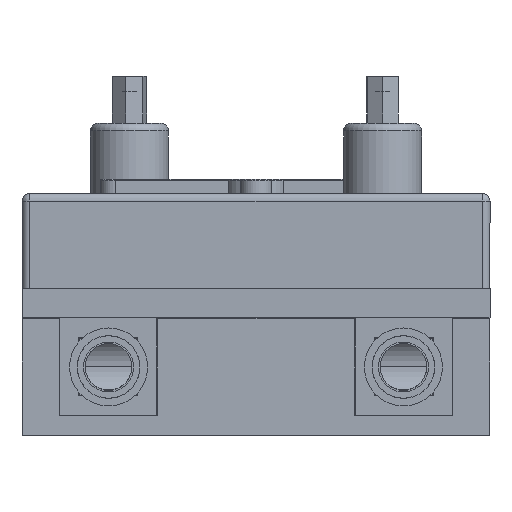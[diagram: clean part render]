
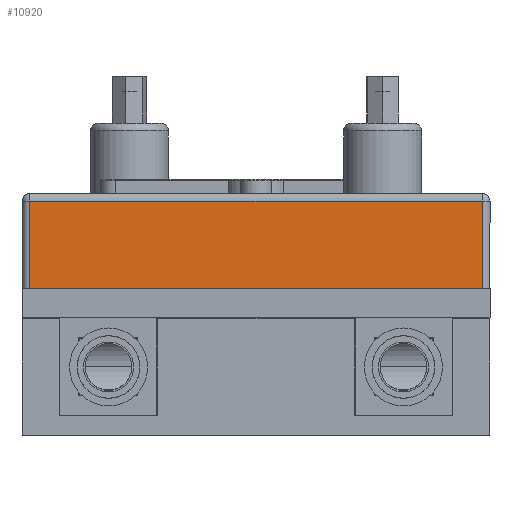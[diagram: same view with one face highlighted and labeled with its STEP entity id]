
A CAD part, left-side view. The second image highlights one B-rep face of the part: STEP entity #10920.
In plain terms, the highlighted planar face has unit normal (-1, 0, 0).
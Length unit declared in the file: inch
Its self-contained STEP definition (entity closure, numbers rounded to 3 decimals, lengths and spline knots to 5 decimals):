
#497 = PLANE ( 'NONE',  #11087 ) ;
#535 = CARTESIAN_POINT ( 'NONE',  ( -1.5, 0., 1.5 ) ) ;
#1217 = LINE ( 'NONE', #535, #8773 ) ;
#1557 = VECTOR ( 'NONE', #6712, 39.37008 ) ;
#2387 = LINE ( 'NONE', #5645, #11217 ) ;
#2468 = EDGE_CURVE ( 'NONE', #9479, #7462, #8257, .T. ) ;
#3340 = DIRECTION ( 'NONE',  ( 0., 0., 1. ) ) ;
#3625 = VECTOR ( 'NONE', #7265, 39.37008 ) ;
#4052 = EDGE_CURVE ( 'NONE', #8772, #11061, #1217, .T. ) ;
#4202 = CARTESIAN_POINT ( 'NONE',  ( -1.5, 0.56, -1.45 ) ) ;
#5148 = FACE_OUTER_BOUND ( 'NONE', #8092, .T. ) ;
#5263 = ORIENTED_EDGE ( 'NONE', *, *, #6548, .T. ) ;
#5469 = CARTESIAN_POINT ( 'NONE',  ( -1.5, 0., -1.45 ) ) ;
#5645 = CARTESIAN_POINT ( 'NONE',  ( -1.5, 0.61, -1.45 ) ) ;
#5771 = DIRECTION ( 'NONE',  ( 0., 0., -1. ) ) ;
#6265 = CARTESIAN_POINT ( 'NONE',  ( -1.5, 0.56, 1.45 ) ) ;
#6548 = EDGE_CURVE ( 'NONE', #7462, #8772, #2387, .T. ) ;
#6712 = DIRECTION ( 'NONE',  ( 0., 1., 0. ) ) ;
#6731 = ORIENTED_EDGE ( 'NONE', *, *, #4052, .T. ) ;
#6807 = CARTESIAN_POINT ( 'NONE',  ( -1.5, 0., 1.45 ) ) ;
#7265 = DIRECTION ( 'NONE',  ( 0., 0., -1. ) ) ;
#7462 = VERTEX_POINT ( 'NONE', #4202 ) ;
#7540 = DIRECTION ( 'NONE',  ( 1., 0., 0. ) ) ;
#7586 = CARTESIAN_POINT ( 'NONE',  ( -1.5, 0.61, 1.45 ) ) ;
#8092 = EDGE_LOOP ( 'NONE', ( #9326, #5263, #6731, #9768 ) ) ;
#8257 = LINE ( 'NONE', #9884, #3625 ) ;
#8276 = LINE ( 'NONE', #7586, #1557 ) ;
#8380 = DIRECTION ( 'NONE',  ( 0., -1., 0. ) ) ;
#8501 = CARTESIAN_POINT ( 'NONE',  ( -1.5, 0.61, 1.5 ) ) ;
#8772 = VERTEX_POINT ( 'NONE', #5469 ) ;
#8773 = VECTOR ( 'NONE', #3340, 39.37008 ) ;
#9326 = ORIENTED_EDGE ( 'NONE', *, *, #2468, .T. ) ;
#9479 = VERTEX_POINT ( 'NONE', #6265 ) ;
#9768 = ORIENTED_EDGE ( 'NONE', *, *, #10444, .T. ) ;
#9884 = CARTESIAN_POINT ( 'NONE',  ( -1.5, 0.56, 1.5 ) ) ;
#10444 = EDGE_CURVE ( 'NONE', #11061, #9479, #8276, .T. ) ;
#10920 = ADVANCED_FACE ( 'NONE', ( #5148 ), #497, .F. ) ;
#11061 = VERTEX_POINT ( 'NONE', #6807 ) ;
#11087 = AXIS2_PLACEMENT_3D ( 'NONE', #8501, #7540, #5771 ) ;
#11217 = VECTOR ( 'NONE', #8380, 39.37008 ) ;
